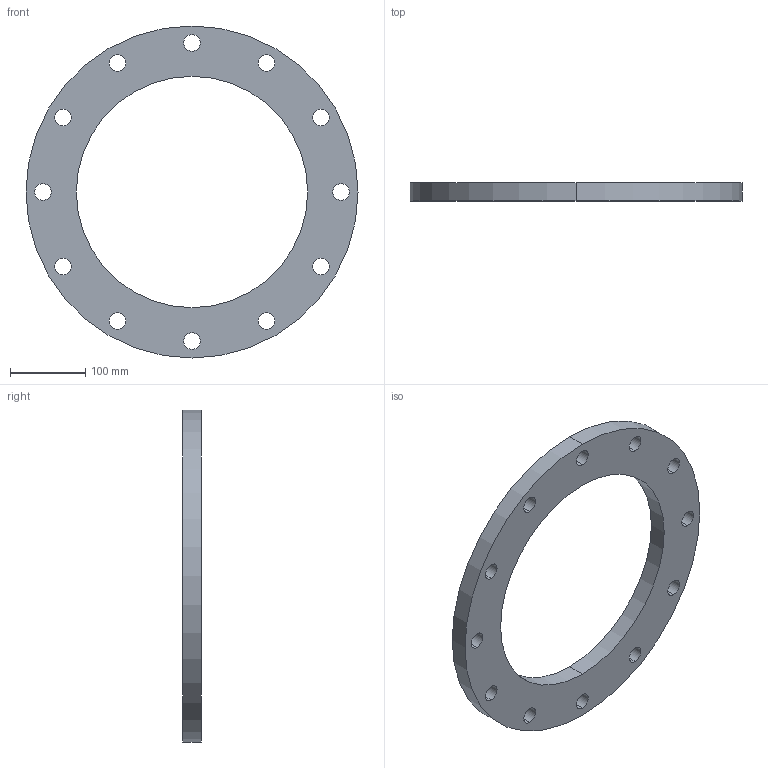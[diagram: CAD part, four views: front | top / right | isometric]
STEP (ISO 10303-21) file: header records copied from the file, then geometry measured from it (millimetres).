
FILE_DESCRIPTION (( 'STEP AP203' ), '1' );
FILE_NAME ('3D_R182-PN6_DN304_17609290_17611300.STEP', '2024-06-30T11:16:51', ( '' ), ( '' ), 'SwSTEP 2.0', 'SolidWorks 2024', '' );
FILE_SCHEMA (( 'CONFIG_CONTROL_DESIGN' ));
Length unit declared in the file: millimetre
Products named in the file (1): 3D_R182-PN6_DN304_17609290_17611300
Bounding box: 440 x 24 x 440 mm (x, y, z)
Volume: 1769026.1 mm3; surface area: 223603.1 mm2
Topology: 1 solids, 1 shells, 32 faces, 88 edges, 58 vertices
Faces by surface type: cylinder 28, cone 2, plane 2
Entity records: 1183 total; most frequent: DIRECTION 212, CARTESIAN_POINT 179, ORIENTED_EDGE 176, AXIS2_PLACEMENT_3D 91, EDGE_CURVE 88, EDGE_LOOP 58, CIRCLE 58, VERTEX_POINT 58
